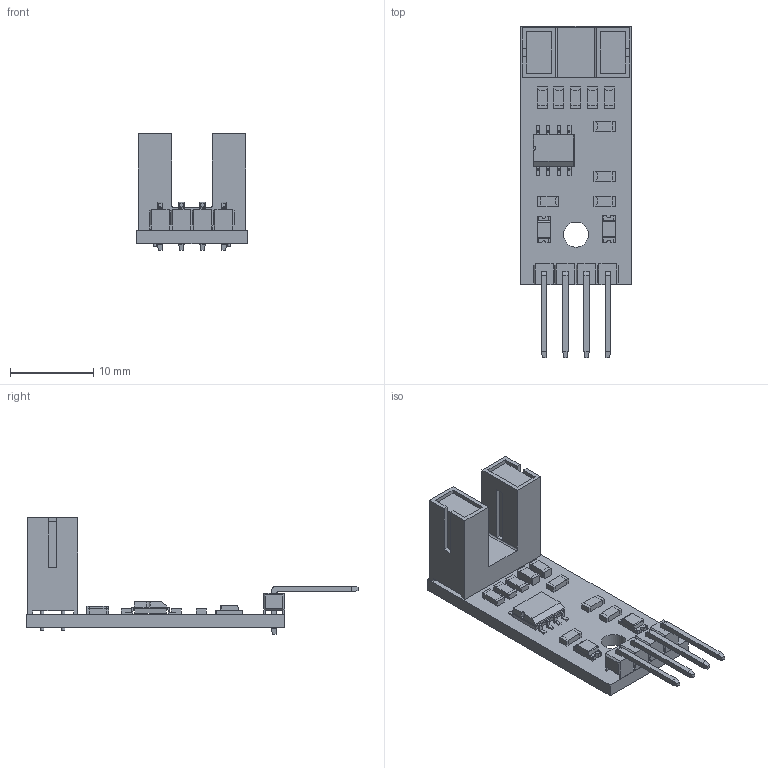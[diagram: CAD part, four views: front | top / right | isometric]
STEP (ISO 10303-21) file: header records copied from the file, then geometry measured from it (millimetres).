
FILE_DESCRIPTION(/* description */ (''),/* implementation_level */ '2;1');
FILE_NAME(/* name */ 'F249 sensor v2.step',/* time_stamp */ '2019-12-11T13:51:32+01:00',/* author */ (''),/* organization */ (''),/* preprocessor_version */ 'ST-DEVELOPER v18',/* originating_system */ 'Autodesk Translation Framework v8.12.0.6',/* authorisation */ '');
FILE_SCHEMA (('AUTOMOTIVE_DESIGN { 1 0 10303 214 3 1 1 }'));
Length unit declared in the file: millimetre
Products named in the file (6): F249 sensor; SMD LED -1206 v1 (1); SMD LED -1206 v1; sop8; User Library-sop8_model_sop8_body; User Library-sop8_model_pin5to8_sop8
Assembly tree (12 placements, depth 3):
  F249 sensor
    SMD LED -1206 v1 (1)
    SMD LED -1206 v1
    sop8
      User Library-sop8_model_pin5to8_sop8  x8
      User Library-sop8_model_sop8_body
Bounding box: 13.3 x 39.79 x 13.97 mm (x, y, z)
Volume: 1354.3 mm3; surface area: 2346.7 mm2
Topology: 67 solids, 67 shells, 797 faces, 1843 edges, 1180 vertices
Faces by surface type: plane 639, cylinder 158
Full cylindrical faces by diameter (mm): 0.4 x4, 1.02 x16, 1.4 x8, 3 x1
Entity records: 19609 total; most frequent: CARTESIAN_POINT 3320, DIRECTION 3287, ORIENTED_EDGE 3182, EDGE_CURVE 1591, LINE 1329, VECTOR 1329, VERTEX_POINT 1012, AXIS2_PLACEMENT_3D 979
